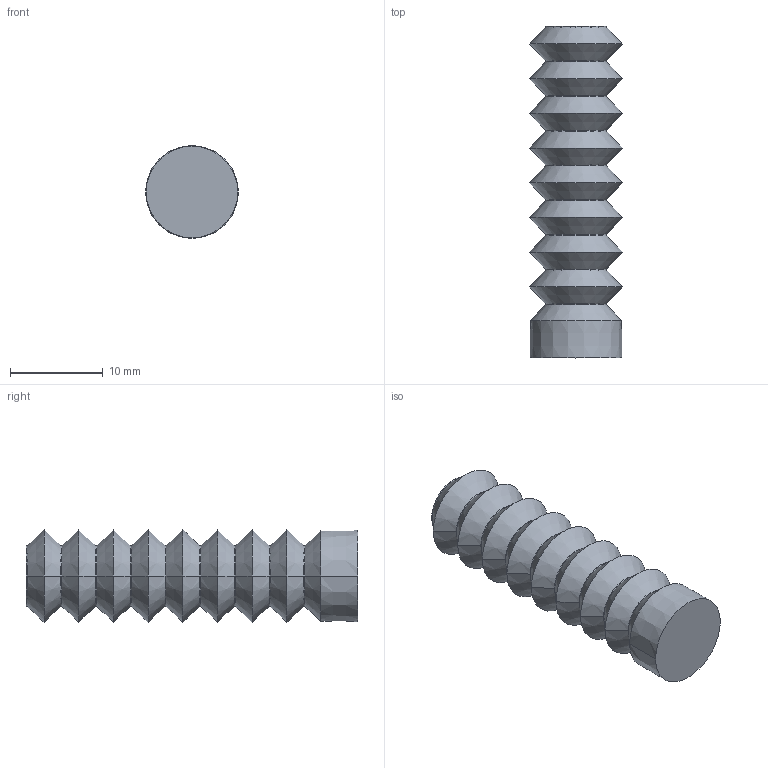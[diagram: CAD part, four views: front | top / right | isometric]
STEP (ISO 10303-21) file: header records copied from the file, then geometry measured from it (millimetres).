
FILE_DESCRIPTION (( 'STEP AP214' ), '1' );
FILE_NAME ('Bellow_enclose.STEP', '2020-11-10T00:21:24', ( '' ), ( '' ), 'SwSTEP 2.0', 'SolidWorks 2019', '' );
FILE_SCHEMA (( 'AUTOMOTIVE_DESIGN' ));
Length unit declared in the file: millimetre
Products named in the file (1): Bellow_enclose
Bounding box: 10 x 35.86 x 10 mm (x, y, z)
Volume: 918.9 mm3; surface area: 2307.1 mm2
Topology: 1 solids, 2 shells, 110 faces, 216 edges, 110 vertices
Faces by surface type: cone 72, cylinder 34, plane 4
Entity records: 2766 total; most frequent: DIRECTION 548, CARTESIAN_POINT 437, ORIENTED_EDGE 432, AXIS2_PLACEMENT_3D 221, EDGE_CURVE 216, EDGE_LOOP 110, CIRCLE 110, ADVANCED_FACE 110
